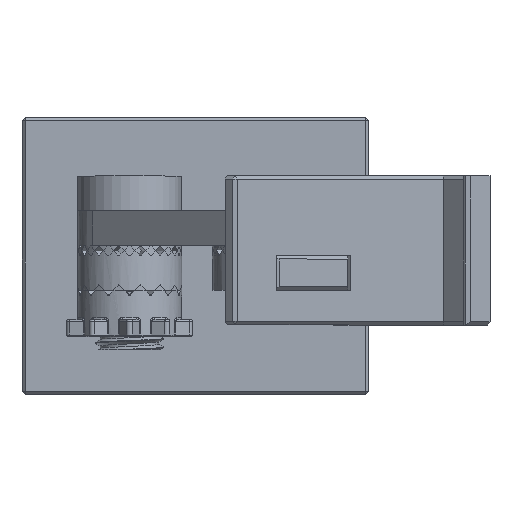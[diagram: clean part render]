
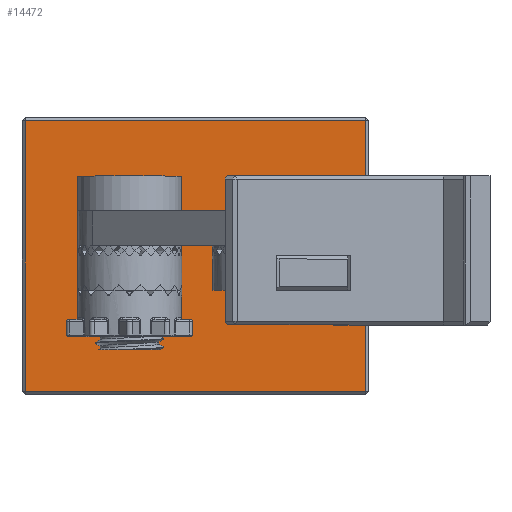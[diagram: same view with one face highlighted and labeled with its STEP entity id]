
A CAD part, top view. The second image highlights one B-rep face of the part: STEP entity #14472.
In plain terms, the highlighted planar face has unit normal (0, 0, 1).
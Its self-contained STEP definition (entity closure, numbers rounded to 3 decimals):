
#1534=FACE_BOUND('',#2412,.T.);
#1569=FACE_OUTER_BOUND('',#2411,.T.);
#2411=EDGE_LOOP('',(#9407,#9408,#9409,#9410));
#2412=EDGE_LOOP('',(#9411,#9412,#9413,#9414));
#3255=LINE('',#21004,#4403);
#3261=LINE('',#21015,#4409);
#3278=LINE('',#21048,#4426);
#3280=LINE('',#21051,#4428);
#3292=LINE('',#21076,#4440);
#3293=LINE('',#21078,#4441);
#3294=LINE('',#21080,#4442);
#3295=LINE('',#21081,#4443);
#4403=VECTOR('',#16842,10.);
#4409=VECTOR('',#16852,10.);
#4426=VECTOR('',#16883,10.);
#4428=VECTOR('',#16887,10.);
#4440=VECTOR('',#16915,10.);
#4441=VECTOR('',#16916,10.);
#4442=VECTOR('',#16917,10.);
#4443=VECTOR('',#16918,10.);
#5540=VERTEX_POINT('',#20980);
#5546=VERTEX_POINT('',#20997);
#5551=VERTEX_POINT('',#21010);
#5560=VERTEX_POINT('',#21043);
#5564=VERTEX_POINT('',#21074);
#5565=VERTEX_POINT('',#21075);
#5566=VERTEX_POINT('',#21077);
#5567=VERTEX_POINT('',#21079);
#7028=EDGE_CURVE('',#5546,#5540,#3255,.T.);
#7034=EDGE_CURVE('',#5540,#5551,#3261,.T.);
#7051=EDGE_CURVE('',#5551,#5560,#3278,.T.);
#7053=EDGE_CURVE('',#5560,#5546,#3280,.T.);
#7065=EDGE_CURVE('',#5564,#5565,#3292,.T.);
#7066=EDGE_CURVE('',#5565,#5566,#3293,.T.);
#7067=EDGE_CURVE('',#5566,#5567,#3294,.T.);
#7068=EDGE_CURVE('',#5567,#5564,#3295,.T.);
#9407=ORIENTED_EDGE('',*,*,#7028,.F.);
#9408=ORIENTED_EDGE('',*,*,#7053,.F.);
#9409=ORIENTED_EDGE('',*,*,#7051,.F.);
#9410=ORIENTED_EDGE('',*,*,#7034,.F.);
#9411=ORIENTED_EDGE('',*,*,#7065,.T.);
#9412=ORIENTED_EDGE('',*,*,#7066,.T.);
#9413=ORIENTED_EDGE('',*,*,#7067,.T.);
#9414=ORIENTED_EDGE('',*,*,#7068,.T.);
#13969=PLANE('',#15335);
#14472=ADVANCED_FACE('',(#1569,#1534),#13969,.T.);
#15335=AXIS2_PLACEMENT_3D('',#21073,#16913,#16914);
#16842=DIRECTION('',(0.,-1.,0.));
#16852=DIRECTION('',(-1.,0.,0.));
#16883=DIRECTION('',(0.,1.,0.));
#16887=DIRECTION('',(1.,0.,0.));
#16913=DIRECTION('center_axis',(0.,0.,1.));
#16914=DIRECTION('ref_axis',(1.,0.,0.));
#16915=DIRECTION('',(0.,1.,0.));
#16916=DIRECTION('',(1.,0.,0.));
#16917=DIRECTION('',(0.,-1.,0.));
#16918=DIRECTION('',(-1.,0.,0.));
#20980=CARTESIAN_POINT('',(118.,1.,5.));
#20997=CARTESIAN_POINT('',(118.,79.,5.));
#21004=CARTESIAN_POINT('',(118.,0.,5.));
#21010=CARTESIAN_POINT('',(20.,1.,5.));
#21015=CARTESIAN_POINT('',(44.,1.,5.));
#21043=CARTESIAN_POINT('',(20.,79.,5.));
#21048=CARTESIAN_POINT('',(20.,0.,5.));
#21051=CARTESIAN_POINT('',(44.,79.,5.));
#21073=CARTESIAN_POINT('Origin',(19.,0.,5.));
#21074=CARTESIAN_POINT('',(36.9,31.9,5.));
#21075=CARTESIAN_POINT('',(36.9,38.1,5.));
#21076=CARTESIAN_POINT('',(36.9,15.95,5.));
#21077=CARTESIAN_POINT('',(63.1,38.1,5.));
#21078=CARTESIAN_POINT('',(27.95,38.1,5.));
#21079=CARTESIAN_POINT('',(63.1,31.9,5.));
#21080=CARTESIAN_POINT('',(63.1,19.05,5.));
#21081=CARTESIAN_POINT('',(41.05,31.9,5.));
